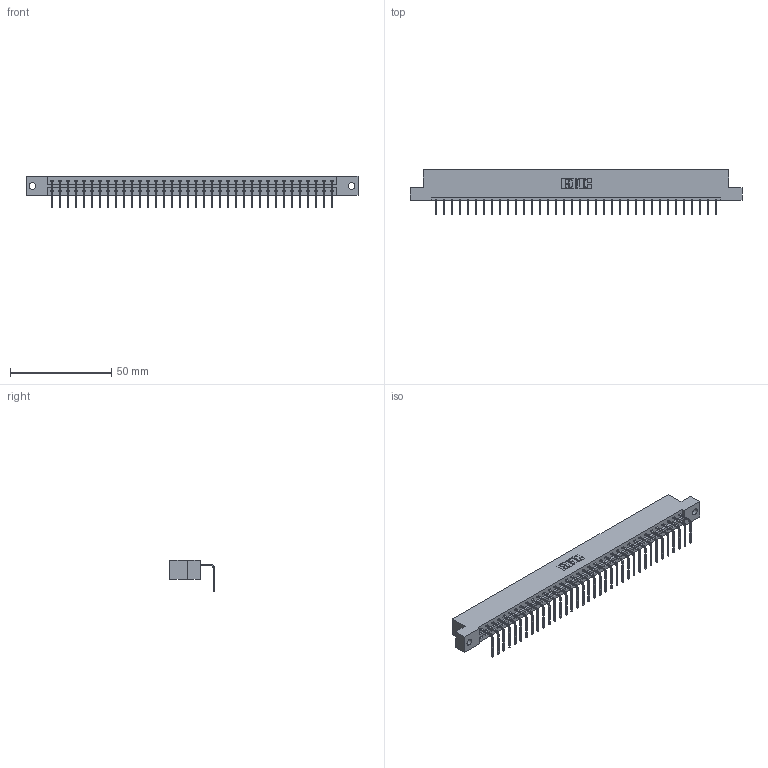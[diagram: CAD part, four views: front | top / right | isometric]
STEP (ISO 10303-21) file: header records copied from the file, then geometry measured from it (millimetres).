
FILE_DESCRIPTION (( 'STEP AP203' ), '1' );
FILE_NAME ('833-036-558-102.STEP', '2020-06-03T03:52:51', ( '' ), ( '' ), 'SwSTEP 2.0', 'SolidWorks 2020', '' );
FILE_SCHEMA (( 'CONFIG_CONTROL_DESIGN' ));
Length unit declared in the file: inch
Products named in the file (3): 833-036-558-102; 833 Part_Flush - .128 Dia; 345-292-001_558 Tail - 2
Assembly tree (37 placements, depth 2):
  833-036-558-102
    833 Part_Flush - .128 Dia
    345-292-001_558 Tail - 2  x36
Bounding box: 164.19 x 22.17 x 15.37 mm (x, y, z)
Volume: 16553.4 mm3; surface area: 18334.5 mm2
Topology: 37 solids, 37 shells, 2274 faces, 6863 edges, 4526 vertices
Faces by surface type: plane 1654, cylinder 620
Entity records: 22871 total; most frequent: CARTESIAN_POINT 3954, ORIENTED_EDGE 3926, DIRECTION 3347, EDGE_CURVE 1963, LINE 1835, VECTOR 1835, VERTEX_POINT 1306, AXIS2_PLACEMENT_3D 756
